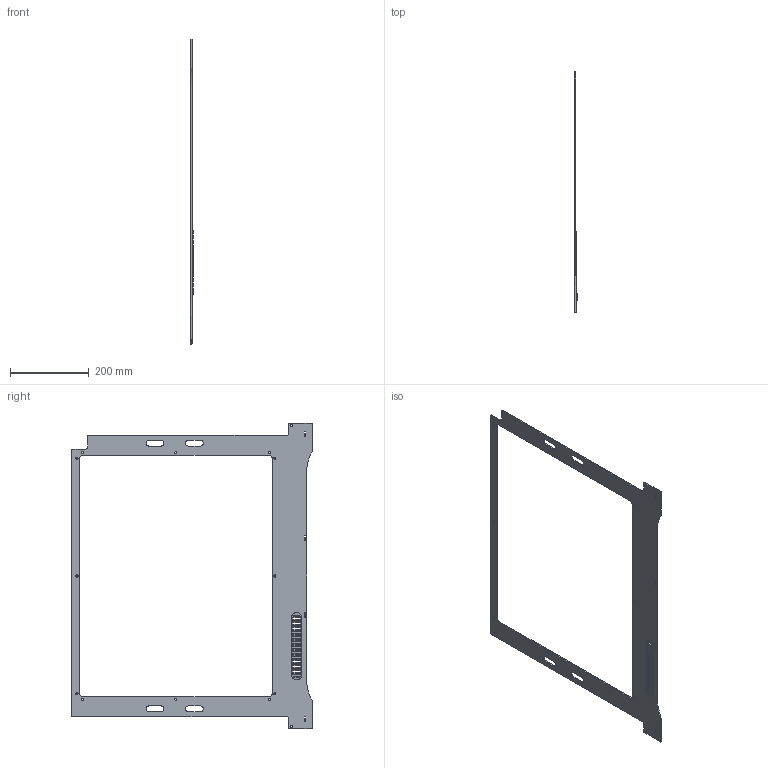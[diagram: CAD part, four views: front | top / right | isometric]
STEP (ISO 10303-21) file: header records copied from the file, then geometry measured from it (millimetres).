
FILE_DESCRIPTION(/* description */ (''),/* implementation_level */ '2;1');
FILE_NAME(/* name */ 'Front Inner Panel v4.step',/* time_stamp */ '2022-11-04T07:45:51-05:00',/* author */ (''),/* organization */ (''),/* preprocessor_version */ 'ST-DEVELOPER v19.2',/* originating_system */ 'Autodesk Translation Framework v11.17.0.187',/* authorisation */ '');
FILE_SCHEMA (('AUTOMOTIVE_DESIGN { 1 0 10303 214 3 1 1 }'));
Length unit declared in the file: millimetre
Products named in the file (2): 0281-04 Front Inner Panel; Component2
Assembly tree (1 placements, depth 2):
  0281-04 Front Inner Panel
    Component2
Bounding box: 10 x 609.6 x 775.9 mm (x, y, z)
Volume: 391493.4 mm3; surface area: 283825.4 mm2
Topology: 2 solids, 2 shells, 553 faces, 1523 edges, 950 vertices
Faces by surface type: cylinder 245, plane 204, torus 94, bspline 10
Full cylindrical faces by diameter (mm): 5.5 x14
Entity records: 18359 total; most frequent: CARTESIAN_POINT 3647, DIRECTION 3177, ORIENTED_EDGE 3046, EDGE_CURVE 1523, AXIS2_PLACEMENT_3D 1128, VERTEX_POINT 950, LINE 921, VECTOR 921
